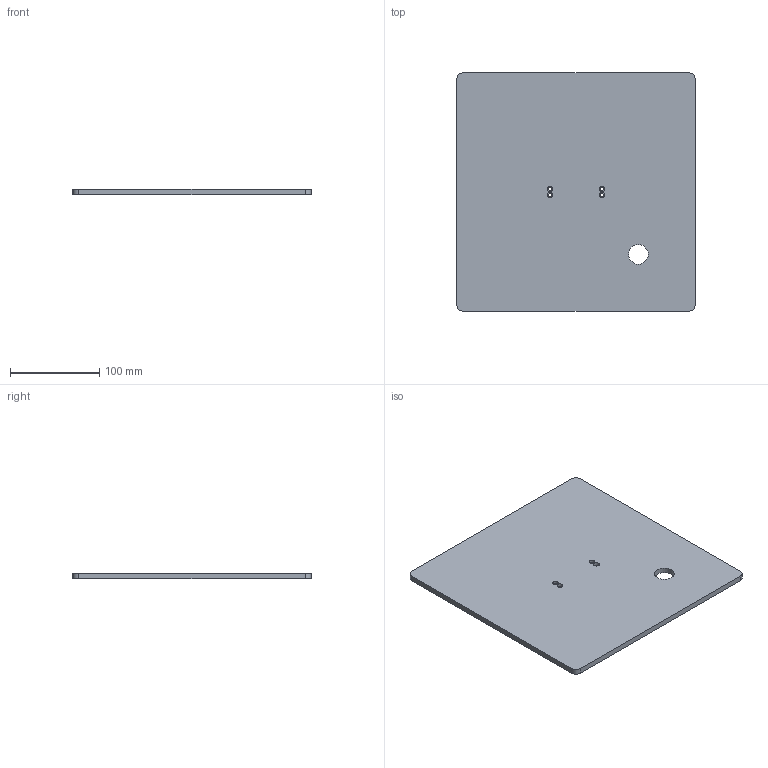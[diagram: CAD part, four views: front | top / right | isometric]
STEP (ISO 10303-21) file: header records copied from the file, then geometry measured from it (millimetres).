
FILE_DESCRIPTION(/* description */ (''),/* implementation_level */ '2;1');
FILE_NAME(/* name */ '5f3b157a40d71410aed5c056',/* time_stamp */ '2020-08-17T23:40:42+00:00',/* author */ (''),/* organization */ (''),/* preprocessor_version */ 'ST-DEVELOPER v16.7',/* originating_system */ $,/* authorisation */ $);
FILE_SCHEMA (('AUTOMOTIVE_DESIGN {1 0 10303 214 3 1 1}'));
Length unit declared in the file: metre
Products named in the file (1): Part 1
Bounding box: 266.7 x 266.7 x 6.35 mm (x, y, z)
Volume: 448490.3 mm3; surface area: 148883.4 mm2
Topology: 1 solids, 1 shells, 23 faces, 51 edges, 34 vertices
Faces by surface type: cylinder 13, plane 10
Full cylindrical faces by diameter (mm): 3.48 x4, 6.35 x4, 22.098 x1
Entity records: 656 total; most frequent: DIRECTION 116, CARTESIAN_POINT 100, ORIENTED_EDGE 84, AXIS2_PLACEMENT_3D 50, EDGE_LOOP 46, FACE_BOUND 46, EDGE_CURVE 42, VERTEX_POINT 34
